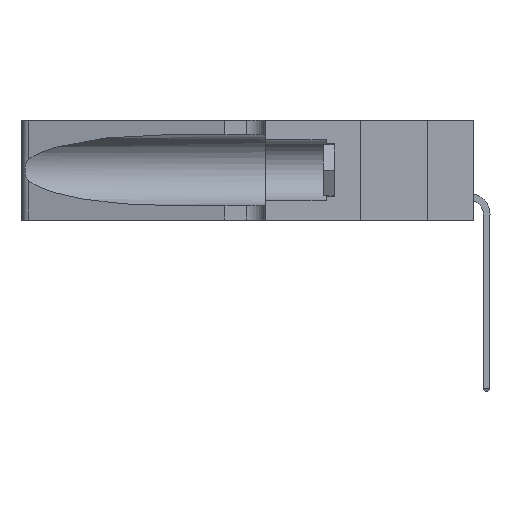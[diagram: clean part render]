
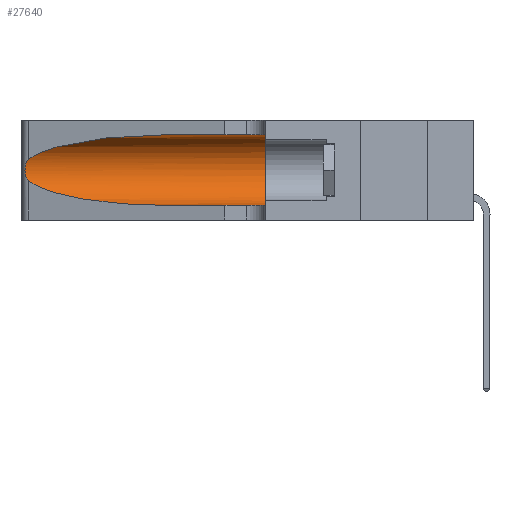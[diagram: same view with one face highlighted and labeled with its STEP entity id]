
A CAD part, left-side view. The second image highlights one B-rep face of the part: STEP entity #27640.
In plain terms, the highlighted cylindrical face has radius 3.308 mm (diameter 6.617 mm), a partial arc.
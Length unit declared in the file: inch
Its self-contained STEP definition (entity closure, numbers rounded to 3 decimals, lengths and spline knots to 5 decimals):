
#100 = EDGE_CURVE ( 'NONE', #18428, #15493, #9473, .T. ) ;
#1058 = LINE ( 'NONE', #1625, #13476 ) ;
#1476 = CARTESIAN_POINT ( 'NONE',  ( 0.1305, 0.72297, 0.05475 ) ) ;
#1625 = CARTESIAN_POINT ( 'NONE',  ( 0.1305, 1.61858, 0.31525 ) ) ;
#1669 = CARTESIAN_POINT ( 'NONE',  ( 0.25789, 1.23486, 0.15765 ) ) ;
#2350 = CARTESIAN_POINT ( 'NONE',  ( 0.1305, 0.72297, 0.05475 ) ) ;
#2653 =( BOUNDED_CURVE ( )  B_SPLINE_CURVE ( 3, ( #8091, #27769, #15985, #1476 ),
 .UNSPECIFIED., .F., .T. ) 
 B_SPLINE_CURVE_WITH_KNOTS ( ( 4, 4 ),
 ( 3.44316, 4.71239 ),
 .UNSPECIFIED. ) 
 CURVE ( )  GEOMETRIC_REPRESENTATION_ITEM ( )  RATIONAL_B_SPLINE_CURVE ( ( 1., 0.87, 0.87, 1. ) ) 
 REPRESENTATION_ITEM ( '' )  );
#4074 = CARTESIAN_POINT ( 'NONE',  ( 0.25487, 1.22718, 0.14631 ) ) ;
#4779 = ORIENTED_EDGE ( 'NONE', *, *, #22901, .T. ) ;
#5584 = EDGE_CURVE ( 'NONE', #8054, #18428, #2653, .T. ) ;
#5784 = FACE_OUTER_BOUND ( 'NONE', #17201, .T. ) ;
#6796 = CARTESIAN_POINT ( 'NONE',  ( 0.26075, 1.23896, 0.178 ) ) ;
#6899 = CARTESIAN_POINT ( 'NONE',  ( 0.26018, 1.23835, 0.19895 ) ) ;
#7272 = CARTESIAN_POINT ( 'NONE',  ( 0.1305, 0.35, 0.185 ) ) ;
#8054 = VERTEX_POINT ( 'NONE', #13685 ) ;
#8091 = CARTESIAN_POINT ( 'NONE',  ( 0.25487, 1.22718, 0.14631 ) ) ;
#8141 = CARTESIAN_POINT ( 'NONE',  ( 0.1305, 0.35, 0.31525 ) ) ;
#8651 =( BOUNDED_CURVE ( )  B_SPLINE_CURVE ( 3, ( #31202, #23363, #16015, #23247 ),
 .UNSPECIFIED., .F., .T. ) 
 B_SPLINE_CURVE_WITH_KNOTS ( ( 4, 4 ),
 ( 1.5708, 2.84003 ),
 .UNSPECIFIED. ) 
 CURVE ( )  GEOMETRIC_REPRESENTATION_ITEM ( )  RATIONAL_B_SPLINE_CURVE ( ( 1., 0.87, 0.87, 1. ) ) 
 REPRESENTATION_ITEM ( '' )  );
#9473 = LINE ( 'NONE', #13977, #31154 ) ;
#10115 = ORIENTED_EDGE ( 'NONE', *, *, #17845, .F. ) ;
#11024 = DIRECTION ( 'NONE',  ( 0., -1., 0. ) ) ;
#12453 = VERTEX_POINT ( 'NONE', #8141 ) ;
#13293 = CARTESIAN_POINT ( 'NONE',  ( 0.25487, 1.22718, 0.22369 ) ) ;
#13476 = VECTOR ( 'NONE', #26192, 39.37008 ) ;
#13685 = CARTESIAN_POINT ( 'NONE',  ( 0.25487, 1.22718, 0.14631 ) ) ;
#13919 = CARTESIAN_POINT ( 'NONE',  ( 0.25639, 1.23186, 0.15144 ) ) ;
#13977 = CARTESIAN_POINT ( 'NONE',  ( 0.1305, 1.61858, 0.05475 ) ) ;
#15493 = VERTEX_POINT ( 'NONE', #30543 ) ;
#15848 = CARTESIAN_POINT ( 'NONE',  ( 0.1305, 1.61858, 0.185 ) ) ;
#15985 = CARTESIAN_POINT ( 'NONE',  ( 0.18966, 0.96281, 0.05475 ) ) ;
#16015 = CARTESIAN_POINT ( 'NONE',  ( 0.2373, 1.15595, 0.28018 ) ) ;
#16628 = CARTESIAN_POINT ( 'NONE',  ( 0.25487, 1.22718, 0.22369 ) ) ;
#17201 = EDGE_LOOP ( 'NONE', ( #24968, #4779, #24093, #26340, #10115, #26613 ) ) ;
#17299 = DIRECTION ( 'NONE',  ( 0., 1., 0. ) ) ;
#17845 = EDGE_CURVE ( 'NONE', #12453, #15493, #30365, .T. ) ;
#18363 = DIRECTION ( 'NONE',  ( 0., 0., -1. ) ) ;
#18428 = VERTEX_POINT ( 'NONE', #2350 ) ;
#18762 = EDGE_CURVE ( 'NONE', #27341, #22153, #8651, .T. ) ;
#18866 = DIRECTION ( 'NONE',  ( 0., -1., 0. ) ) ;
#19114 = CARTESIAN_POINT ( 'NONE',  ( 0.25854, 1.2359, 0.20912 ) ) ;
#19253 = AXIS2_PLACEMENT_3D ( 'NONE', #7272, #17299, #24542 ) ;
#21299 = CARTESIAN_POINT ( 'NONE',  ( 0.25555, 1.22994, 0.2215 ) ) ;
#21615 = CARTESIAN_POINT ( 'NONE',  ( 0.26075, 1.23896, 0.19203 ) ) ;
#21780 = EDGE_CURVE ( 'NONE', #27341, #12453, #1058, .T. ) ;
#22153 = VERTEX_POINT ( 'NONE', #13293 ) ;
#22901 = EDGE_CURVE ( 'NONE', #22153, #8054, #26465, .T. ) ;
#23247 = CARTESIAN_POINT ( 'NONE',  ( 0.25487, 1.22718, 0.22369 ) ) ;
#23363 = CARTESIAN_POINT ( 'NONE',  ( 0.18966, 0.96281, 0.31525 ) ) ;
#23751 = CARTESIAN_POINT ( 'NONE',  ( 0.25787, 1.23484, 0.2124 ) ) ;
#24093 = ORIENTED_EDGE ( 'NONE', *, *, #5584, .T. ) ;
#24542 = DIRECTION ( 'NONE',  ( 0., 0., 1. ) ) ;
#24728 = CARTESIAN_POINT ( 'NONE',  ( 0.1305, 0.72297, 0.31525 ) ) ;
#24968 = ORIENTED_EDGE ( 'NONE', *, *, #18762, .T. ) ;
#26192 = DIRECTION ( 'NONE',  ( 0., -1., 0. ) ) ;
#26340 = ORIENTED_EDGE ( 'NONE', *, *, #100, .T. ) ;
#26465 = B_SPLINE_CURVE_WITH_KNOTS ( 'NONE', 3,
 ( #16628, #21299, #31570, #23751, #19114, #6899, #21615, #6796, #28673, #28779, #1669, #13919, #31259, #4074 ),
 .UNSPECIFIED., .F., .F.,
 ( 4, 2, 2, 2, 2, 2, 4 ),
 ( 0., 0.00027, 0.00053, 0.00107, 0.0016, 0.00187, 0.00214 ),
 .UNSPECIFIED. ) ;
#26482 = AXIS2_PLACEMENT_3D ( 'NONE', #15848, #11024, #18363 ) ;
#26613 = ORIENTED_EDGE ( 'NONE', *, *, #21780, .F. ) ;
#27341 = VERTEX_POINT ( 'NONE', #24728 ) ;
#27640 = ADVANCED_FACE ( 'NONE', ( #5784 ), #29789, .F. ) ;
#27769 = CARTESIAN_POINT ( 'NONE',  ( 0.2373, 1.15595, 0.08982 ) ) ;
#28673 = CARTESIAN_POINT ( 'NONE',  ( 0.26017, 1.23833, 0.17102 ) ) ;
#28779 = CARTESIAN_POINT ( 'NONE',  ( 0.25856, 1.23593, 0.16098 ) ) ;
#29789 = CYLINDRICAL_SURFACE ( 'NONE', #26482, 0.13025 ) ;
#30365 = CIRCLE ( 'NONE', #19253, 0.13025 ) ;
#30543 = CARTESIAN_POINT ( 'NONE',  ( 0.1305, 0.35, 0.05475 ) ) ;
#31154 = VECTOR ( 'NONE', #18866, 39.37008 ) ;
#31202 = CARTESIAN_POINT ( 'NONE',  ( 0.1305, 0.72297, 0.31525 ) ) ;
#31259 = CARTESIAN_POINT ( 'NONE',  ( 0.25555, 1.22993, 0.14849 ) ) ;
#31570 = CARTESIAN_POINT ( 'NONE',  ( 0.25639, 1.23184, 0.21858 ) ) ;
